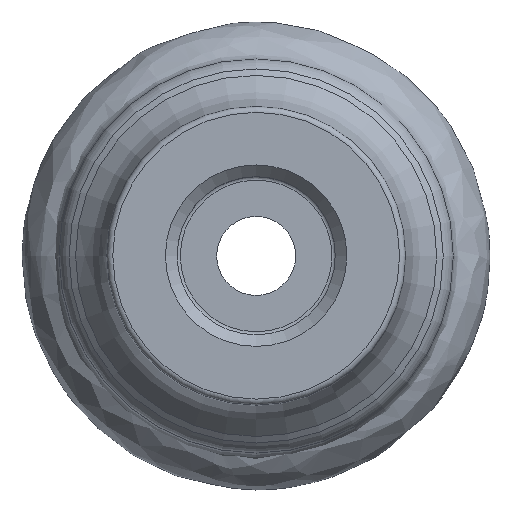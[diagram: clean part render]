
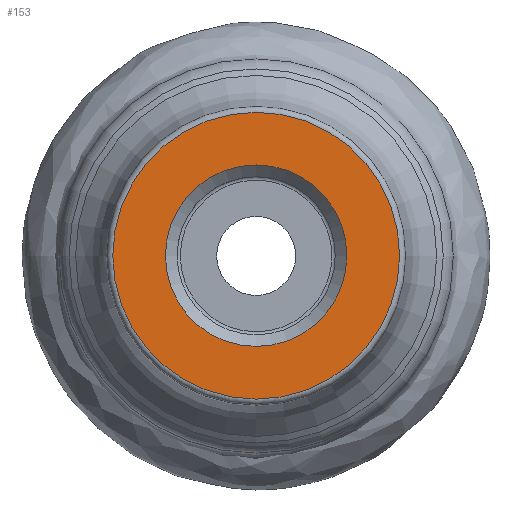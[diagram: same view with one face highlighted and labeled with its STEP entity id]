
A CAD part, top view. The second image highlights one B-rep face of the part: STEP entity #153.
In plain terms, the highlighted conical face has half-angle 89.977 degrees and reference radius 24.5 mm.
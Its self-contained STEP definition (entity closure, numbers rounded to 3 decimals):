
#109=CONICAL_SURFACE('',#570,24.5,89.977);
#153=ADVANCED_FACE('',(#211,#212),#109,.F.);
#211=FACE_BOUND('',#266,.T.);
#212=FACE_BOUND('',#267,.T.);
#266=EDGE_LOOP('',(#320));
#267=EDGE_LOOP('',(#321));
#320=ORIENTED_EDGE('',*,*,#378,.T.);
#321=ORIENTED_EDGE('',*,*,#377,.T.);
#349=VERTEX_POINT('',#807);
#350=VERTEX_POINT('',#810);
#377=EDGE_CURVE('',#349,#349,#404,.T.);
#378=EDGE_CURVE('',#350,#350,#405,.T.);
#404=CIRCLE('',#567,24.5);
#405=CIRCLE('',#569,15.502);
#567=AXIS2_PLACEMENT_3D('',#806,#693,#694);
#569=AXIS2_PLACEMENT_3D('',#809,#697,#698);
#570=AXIS2_PLACEMENT_3D('',#811,#699,#700);
#693=DIRECTION('',(0.,0.,1.));
#694=DIRECTION('',(-1.,0.,0.));
#697=DIRECTION('',(0.,0.,-1.));
#698=DIRECTION('',(-1.,0.,0.));
#699=DIRECTION('',(0.,0.,1.));
#700=DIRECTION('',(1.,0.,0.));
#806=CARTESIAN_POINT('',(0.,0.,0.01));
#807=CARTESIAN_POINT('',(-24.5,0.,0.01));
#809=CARTESIAN_POINT('',(0.,0.,0.006));
#810=CARTESIAN_POINT('',(-15.502,0.,0.006));
#811=CARTESIAN_POINT('',(0.,0.,0.01));
